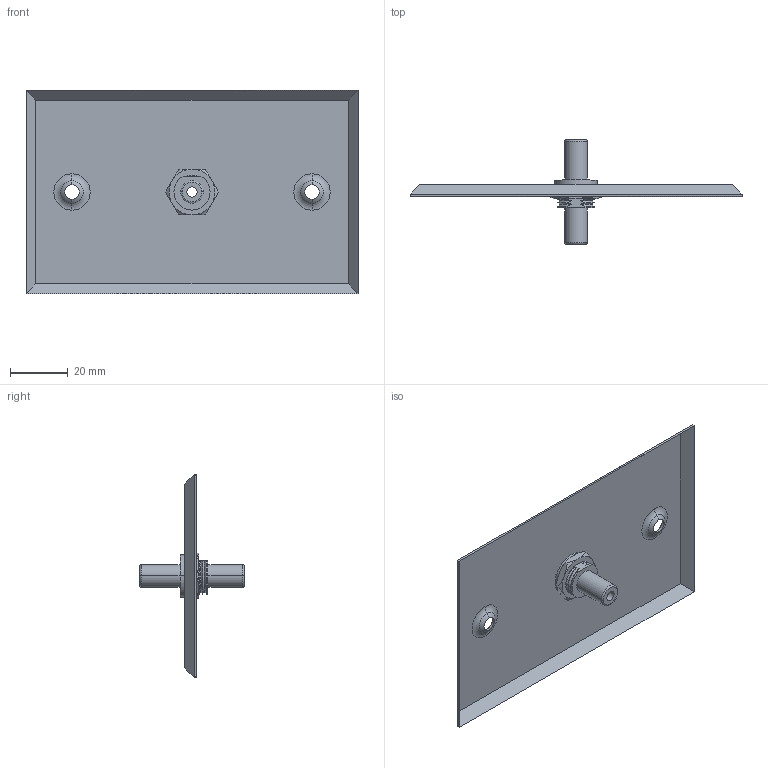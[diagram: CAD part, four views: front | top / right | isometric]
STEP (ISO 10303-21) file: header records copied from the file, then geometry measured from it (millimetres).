
FILE_DESCRIPTION (( 'STEP AP214' ), '1' );
FILE_NAME ('WP35-1.STEP', '2010-02-26T13:51:02', ( 'Windows XP Mode' ), ( '' ), 'SwSTEP 2.0', 'SolidWorks 2008', '' );
FILE_SCHEMA (( 'AUTOMOTIVE_DESIGN' ));
Length unit declared in the file: inch
Products named in the file (7): WPC1; 3AA03-005; BA35FF; 3AA02-008; 1AA12-009 MA1; 1AJ03-003; WP35-1
Assembly tree (6 placements, depth 3):
  WP35-1
    WPC1
    BA35FF
      1AA12-009 MA1
      1AJ03-003
      3AA03-005
      3AA02-008
Bounding box: 114.81 x 36.07 x 70.36 mm (x, y, z)
Volume: 8499.8 mm3; surface area: 19968.2 mm2
Topology: 5 solids, 5 shells, 210 faces, 525 edges, 328 vertices
Faces by surface type: plane 73, cylinder 69, cone 48, torus 20
Entity records: 7753 total; most frequent: CARTESIAN_POINT 1346, DIRECTION 1137, ORIENTED_EDGE 1050, EDGE_CURVE 525, AXIS2_PLACEMENT_3D 443, VERTEX_POINT 328, VECTOR 251, LINE 251
